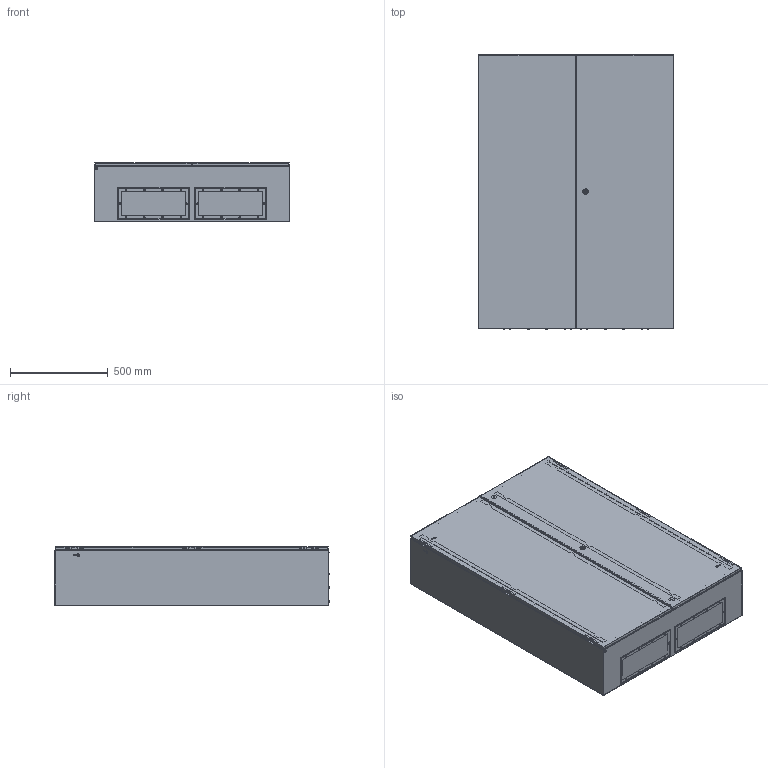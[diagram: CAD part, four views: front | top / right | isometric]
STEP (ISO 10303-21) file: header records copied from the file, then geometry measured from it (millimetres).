
FILE_DESCRIPTION (( 'STEP AP214' ), '1' );
FILE_NAME ('3331-1014-30-07.step', '2023-12-20T12:35:46', ( '' ), ( '' ), 'SwSTEP 2.0', 'SolidWorks 2019', '' );
FILE_SCHEMA (( 'AUTOMOTIVE_DESIGN' ));
Length unit declared in the file: millimetre
Products named in the file (7): Tuer_lp_wg_3331-1014-01-97; Montageplattenbeipack_wg_1014; Korpus_wg_1014-30; Kabeleinfuehrungsplatte_wg_3080-7035-12-27; Tuer_gg_wg_3331-1014-02-97; Tuer2_wg_3331-1014-05-97; 3331-1014-30-07
Assembly tree (7 placements, depth 3):
  3331-1014-30-07
    Korpus_wg_1014-30
    Tuer2_wg_3331-1014-05-97
      Tuer_gg_wg_3331-1014-02-97
      Tuer_lp_wg_3331-1014-01-97
    Kabeleinfuehrungsplatte_wg_3080-7035-12-27  x2
    Montageplattenbeipack_wg_1014
Bounding box: 1000 x 1403.1 x 306.5 mm (x, y, z)
Volume: 8160812.3 mm3; surface area: 9418018.2 mm2
Topology: 49 solids, 49 shells, 3061 faces, 7911 edges, 5101 vertices
Faces by surface type: plane 1641, cylinder 1084, cone 234, torus 52, sphere 34, bspline 16
Entity records: 102413 total; most frequent: CARTESIAN_POINT 23618, DIRECTION 14203, ORIENTED_EDGE 13782, EDGE_CURVE 6891, AXIS2_PLACEMENT_3D 5114, VERTEX_POINT 4469, LINE 3975, VECTOR 3975
